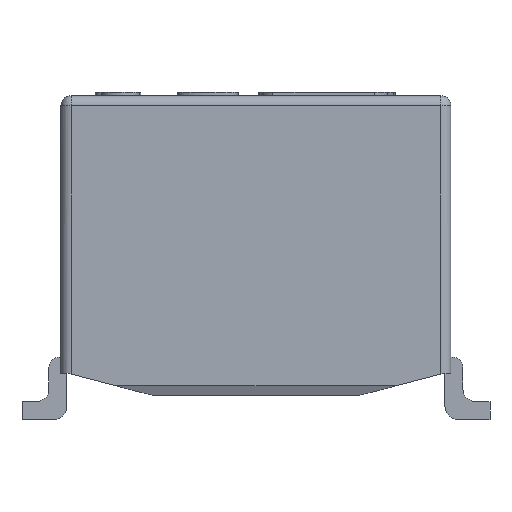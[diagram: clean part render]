
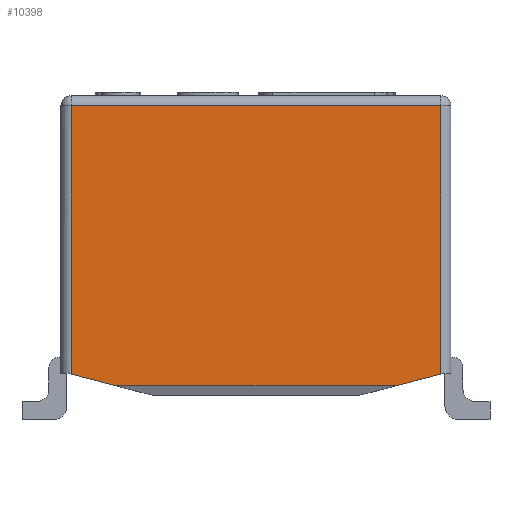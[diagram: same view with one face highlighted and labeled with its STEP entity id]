
A CAD part, front view. The second image highlights one B-rep face of the part: STEP entity #10398.
In plain terms, the highlighted planar face has unit normal (0, -1, 0).
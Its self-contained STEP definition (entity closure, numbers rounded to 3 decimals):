
#587=ORIENTED_EDGE('',*,*,#2773,.F.);
#588=ORIENTED_EDGE('',*,*,#2774,.T.);
#589=ORIENTED_EDGE('',*,*,#2775,.F.);
#590=ORIENTED_EDGE('',*,*,#2776,.T.);
#591=ORIENTED_EDGE('',*,*,#2777,.T.);
#592=ORIENTED_EDGE('',*,*,#2778,.T.);
#2773=EDGE_CURVE('',#3865,#3866,#4546,.T.);
#2774=EDGE_CURVE('',#3865,#3867,#4547,.T.);
#2775=EDGE_CURVE('',#3868,#3867,#4548,.T.);
#2776=EDGE_CURVE('',#3868,#3869,#4549,.T.);
#2777=EDGE_CURVE('',#3869,#3870,#4550,.T.);
#2778=EDGE_CURVE('',#3870,#3866,#4551,.F.);
#3865=VERTEX_POINT('',#14311);
#3866=VERTEX_POINT('',#14312);
#3867=VERTEX_POINT('',#14314);
#3868=VERTEX_POINT('',#14316);
#3869=VERTEX_POINT('',#14318);
#3870=VERTEX_POINT('',#14320);
#4546=LINE('',#14310,#5452);
#4547=LINE('',#14313,#5453);
#4548=LINE('',#14315,#5454);
#4549=LINE('',#14317,#5455);
#4550=LINE('',#14319,#5456);
#4551=LINE('',#14321,#5457);
#5452=VECTOR('',#11598,1000.);
#5453=VECTOR('',#11599,1000.);
#5454=VECTOR('',#11600,1000.);
#5455=VECTOR('',#11601,1000.);
#5456=VECTOR('',#11602,1000.);
#5457=VECTOR('',#11603,1000.);
#6165=EDGE_LOOP('',(#587,#588,#589,#590,#591,#592));
#6645=FACE_BOUND('',#6165,.T.);
#7091=PLANE('',#10844);
#10398=ADVANCED_FACE('',(#6645),#7091,.F.);
#10844=AXIS2_PLACEMENT_3D('',#14309,#11596,#11597);
#11596=DIRECTION('',(0.,1.,0.));
#11597=DIRECTION('',(0.,0.,1.));
#11598=DIRECTION('',(-0.968,0.,0.253));
#11599=DIRECTION('',(1.,0.,0.));
#11600=DIRECTION('',(-0.968,0.,-0.253));
#11601=DIRECTION('',(0.,0.,1.));
#11602=DIRECTION('',(-1.,0.,0.));
#11603=DIRECTION('',(0.,0.,1.));
#14309=CARTESIAN_POINT('',(3.25,-4.986,0.396));
#14310=CARTESIAN_POINT('',(2.934,-4.986,-0.814));
#14311=CARTESIAN_POINT('',(-2.338,-4.986,0.563));
#14312=CARTESIAN_POINT('',(-3.077,-4.986,0.756));
#14313=CARTESIAN_POINT('',(1.698,-4.986,0.563));
#14314=CARTESIAN_POINT('',(2.338,-4.986,0.563));
#14315=CARTESIAN_POINT('',(3.151,-4.986,0.776));
#14316=CARTESIAN_POINT('',(3.077,-4.986,0.756));
#14317=CARTESIAN_POINT('',(3.077,-4.986,0.396));
#14318=CARTESIAN_POINT('',(3.077,-4.986,5.227));
#14319=CARTESIAN_POINT('',(3.25,-4.986,5.227));
#14320=CARTESIAN_POINT('',(-3.077,-4.986,5.227));
#14321=CARTESIAN_POINT('',(-3.077,-4.986,0.396));
